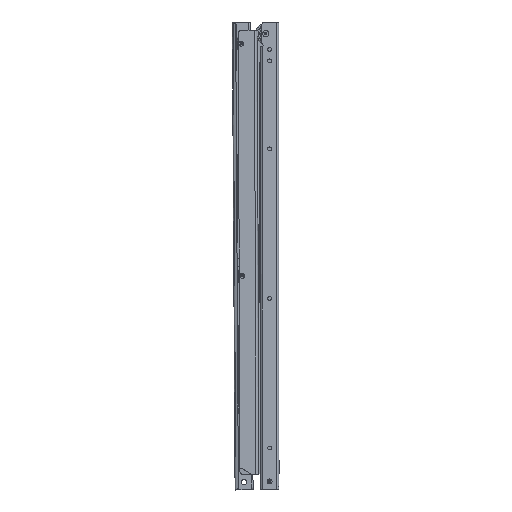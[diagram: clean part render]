
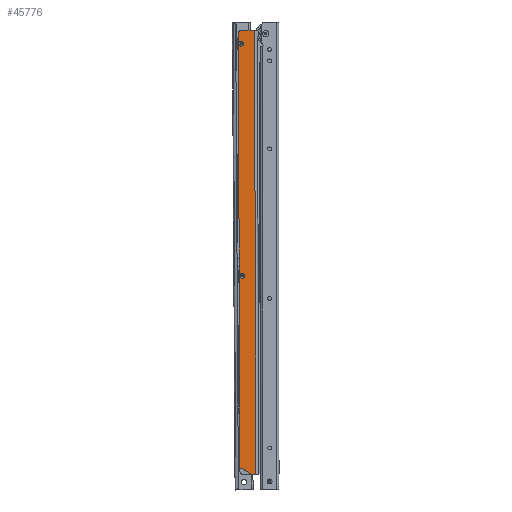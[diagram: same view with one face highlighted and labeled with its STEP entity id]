
A CAD part, left-side view. The second image highlights one B-rep face of the part: STEP entity #45776.
In plain terms, the highlighted planar face has unit normal (-1, 0, 0).
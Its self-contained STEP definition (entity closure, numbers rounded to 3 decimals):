
#294 = VERTEX_POINT ( 'NONE', #36419 ) ;
#846 = ORIENTED_EDGE ( 'NONE', *, *, #39411, .T. ) ;
#2228 = DIRECTION ( 'NONE',  ( 0., -1., 0. ) ) ;
#3256 = CARTESIAN_POINT ( 'NONE',  ( -7.5, 18.1, -315. ) ) ;
#3291 = CIRCLE ( 'NONE', #5034, 4. ) ;
#4648 = FACE_BOUND ( 'NONE', #37071, .T. ) ;
#4876 = VERTEX_POINT ( 'NONE', #11381 ) ;
#4928 = DIRECTION ( 'NONE',  ( -1., 0., 0. ) ) ;
#5034 = AXIS2_PLACEMENT_3D ( 'NONE', #22974, #27655, #2228 ) ;
#5995 = ORIENTED_EDGE ( 'NONE', *, *, #47421, .T. ) ;
#6540 = DIRECTION ( 'NONE',  ( 1., 0., 0. ) ) ;
#6582 = VECTOR ( 'NONE', #53553, 1000. ) ;
#8348 = CARTESIAN_POINT ( 'NONE',  ( -7.5, 21.9, -570. ) ) ;
#8925 = CARTESIAN_POINT ( 'NONE',  ( -7.5, 21.9, -570. ) ) ;
#10213 = CARTESIAN_POINT ( 'NONE',  ( -7.5, 17.9, 0. ) ) ;
#10344 = ORIENTED_EDGE ( 'NONE', *, *, #39161, .T. ) ;
#11103 = DIRECTION ( 'NONE',  ( 0., -1., 0. ) ) ;
#11381 = CARTESIAN_POINT ( 'NONE',  ( -7.5, 18.1, -318.2 ) ) ;
#11815 = AXIS2_PLACEMENT_3D ( 'NONE', #30837, #4928, #47506 ) ;
#11877 = CARTESIAN_POINT ( 'NONE',  ( -7.5, 1.225, 0. ) ) ;
#12008 = VECTOR ( 'NONE', #23909, 1000. ) ;
#13116 = ORIENTED_EDGE ( 'NONE', *, *, #23027, .T. ) ;
#13401 = PLANE ( 'NONE',  #11815 ) ;
#13531 = VECTOR ( 'NONE', #14200, 1000. ) ;
#14200 = DIRECTION ( 'NONE',  ( 0., -1., 0. ) ) ;
#14211 = FACE_BOUND ( 'NONE', #17838, .T. ) ;
#15681 = DIRECTION ( 'NONE',  ( 0., -1., 0. ) ) ;
#16039 = LINE ( 'NONE', #8925, #47516 ) ;
#16500 = CARTESIAN_POINT ( 'NONE',  ( -7.5, 18.1, -315. ) ) ;
#17838 = EDGE_LOOP ( 'NONE', ( #28954, #29102 ) ) ;
#17851 = VERTEX_POINT ( 'NONE', #10213 ) ;
#19041 = CARTESIAN_POINT ( 'NONE',  ( -7.5, 18.1, -311.8 ) ) ;
#19063 = CARTESIAN_POINT ( 'NONE',  ( -7.5, 18.1, -17. ) ) ;
#21008 = EDGE_CURVE ( 'NONE', #53001, #49982, #16039, .T. ) ;
#21445 = EDGE_CURVE ( 'NONE', #294, #53001, #39656, .T. ) ;
#22824 = CARTESIAN_POINT ( 'NONE',  ( -7.5, 18.1, -17. ) ) ;
#22974 = CARTESIAN_POINT ( 'NONE',  ( -7.5, 17.9, -4. ) ) ;
#23027 = EDGE_CURVE ( 'NONE', #17851, #49982, #3291, .T. ) ;
#23299 = AXIS2_PLACEMENT_3D ( 'NONE', #16500, #32598, #15681 ) ;
#23909 = DIRECTION ( 'NONE',  ( 0., -1., 0. ) ) ;
#25321 = EDGE_CURVE ( 'NONE', #35762, #51573, #44402, .T. ) ;
#26582 = ORIENTED_EDGE ( 'NONE', *, *, #46802, .T. ) ;
#27443 = ORIENTED_EDGE ( 'NONE', *, *, #21008, .F. ) ;
#27655 = DIRECTION ( 'NONE',  ( -1., 0., 0. ) ) ;
#28587 = VERTEX_POINT ( 'NONE', #19041 ) ;
#28954 = ORIENTED_EDGE ( 'NONE', *, *, #37962, .T. ) ;
#29102 = ORIENTED_EDGE ( 'NONE', *, *, #25321, .T. ) ;
#29476 = CARTESIAN_POINT ( 'NONE',  ( -7.5, 21.9, -4. ) ) ;
#29692 = DIRECTION ( 'NONE',  ( 0., 0., 1. ) ) ;
#29748 = CARTESIAN_POINT ( 'NONE',  ( -7.5, 1.225, -570. ) ) ;
#30837 = CARTESIAN_POINT ( 'NONE',  ( -7.5, 21.9, -570. ) ) ;
#32132 = LINE ( 'NONE', #8348, #12008 ) ;
#32598 = DIRECTION ( 'NONE',  ( 1., 0., 0. ) ) ;
#32902 = ORIENTED_EDGE ( 'NONE', *, *, #44989, .F. ) ;
#34037 = VERTEX_POINT ( 'NONE', #29748 ) ;
#34434 = VECTOR ( 'NONE', #41459, 1000. ) ;
#35206 = CARTESIAN_POINT ( 'NONE',  ( -7.5, 18.1, -13.8 ) ) ;
#35213 = DIRECTION ( 'NONE',  ( 0., -1., 0. ) ) ;
#35746 = CARTESIAN_POINT ( 'NONE',  ( -7.5, 21.9, 0. ) ) ;
#35748 = DIRECTION ( 'NONE',  ( 1., 0., 0. ) ) ;
#35762 = VERTEX_POINT ( 'NONE', #39169 ) ;
#36356 = CARTESIAN_POINT ( 'NONE',  ( -7.5, 21.9, -561.272 ) ) ;
#36419 = CARTESIAN_POINT ( 'NONE',  ( -7.5, 6.783, -570. ) ) ;
#37028 = AXIS2_PLACEMENT_3D ( 'NONE', #3256, #6540, #35213 ) ;
#37071 = EDGE_LOOP ( 'NONE', ( #26582, #846 ) ) ;
#37962 = EDGE_CURVE ( 'NONE', #51573, #35762, #46735, .T. ) ;
#39161 = EDGE_CURVE ( 'NONE', #294, #34037, #32132, .T. ) ;
#39169 = CARTESIAN_POINT ( 'NONE',  ( -7.5, 18.1, -20.2 ) ) ;
#39175 = AXIS2_PLACEMENT_3D ( 'NONE', #19063, #35748, #52112 ) ;
#39411 = EDGE_CURVE ( 'NONE', #4876, #28587, #41625, .T. ) ;
#39656 = LINE ( 'NONE', #40204, #6582 ) ;
#39779 = VERTEX_POINT ( 'NONE', #11877 ) ;
#40204 = CARTESIAN_POINT ( 'NONE',  ( -7.5, 18.121, -563.454 ) ) ;
#40238 = CARTESIAN_POINT ( 'NONE',  ( -7.5, 1.225, -570. ) ) ;
#40625 = AXIS2_PLACEMENT_3D ( 'NONE', #22824, #48473, #11103 ) ;
#41369 = CIRCLE ( 'NONE', #37028, 3.2 ) ;
#41459 = DIRECTION ( 'NONE',  ( 0., 0., 1. ) ) ;
#41625 = CIRCLE ( 'NONE', #23299, 3.2 ) ;
#43732 = EDGE_LOOP ( 'NONE', ( #48968, #10344, #5995, #32902, #13116, #27443 ) ) ;
#44218 = LINE ( 'NONE', #35746, #13531 ) ;
#44402 = CIRCLE ( 'NONE', #39175, 3.2 ) ;
#44616 = LINE ( 'NONE', #40238, #34434 ) ;
#44989 = EDGE_CURVE ( 'NONE', #17851, #39779, #44218, .T. ) ;
#45776 = ADVANCED_FACE ( 'NONE', ( #4648, #14211, #51566 ), #13401, .T. ) ;
#46735 = CIRCLE ( 'NONE', #40625, 3.2 ) ;
#46802 = EDGE_CURVE ( 'NONE', #28587, #4876, #41369, .T. ) ;
#47421 = EDGE_CURVE ( 'NONE', #34037, #39779, #44616, .T. ) ;
#47506 = DIRECTION ( 'NONE',  ( 0., -1., 0. ) ) ;
#47516 = VECTOR ( 'NONE', #29692, 1000. ) ;
#48473 = DIRECTION ( 'NONE',  ( 1., 0., 0. ) ) ;
#48968 = ORIENTED_EDGE ( 'NONE', *, *, #21445, .F. ) ;
#49982 = VERTEX_POINT ( 'NONE', #29476 ) ;
#51566 = FACE_OUTER_BOUND ( 'NONE', #43732, .T. ) ;
#51573 = VERTEX_POINT ( 'NONE', #35206 ) ;
#52112 = DIRECTION ( 'NONE',  ( 0., -1., 0. ) ) ;
#53001 = VERTEX_POINT ( 'NONE', #36356 ) ;
#53553 = DIRECTION ( 'NONE',  ( 0., 0.866, 0.5 ) ) ;
